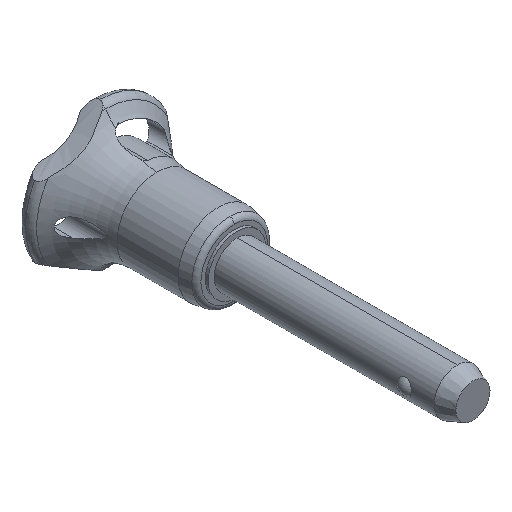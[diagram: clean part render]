
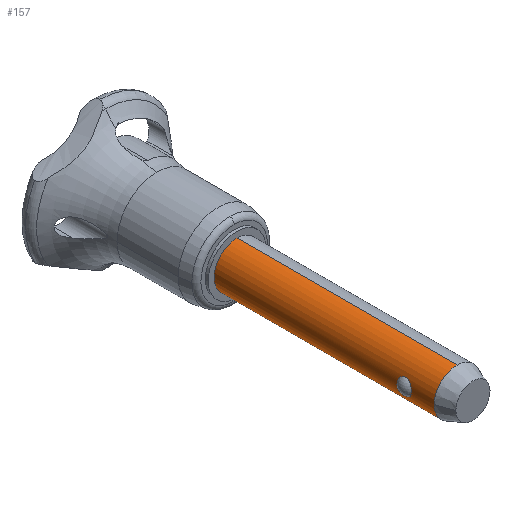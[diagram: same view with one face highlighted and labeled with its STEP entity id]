
A CAD part, isometric view. The second image highlights one B-rep face of the part: STEP entity #157.
In plain terms, the highlighted cylindrical face has radius 3.175 mm (diameter 6.35 mm), a partial arc.
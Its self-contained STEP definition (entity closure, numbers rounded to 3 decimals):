
#157=ADVANCED_FACE('',(#323,#324),#325,.T.);
#323=FACE_OUTER_BOUND('',#495,.T.);
#324=FACE_BOUND('',#496,.T.);
#325=CYLINDRICAL_SURFACE('',#497,3.175);
#495=EDGE_LOOP('',(#944,#945,#946,#947,#948));
#496=EDGE_LOOP('',(#949,#950));
#497=AXIS2_PLACEMENT_3D('',#951,#952,#953);
#944=ORIENTED_EDGE('',*,*,#1240,.F.);
#945=ORIENTED_EDGE('',*,*,#1220,.T.);
#946=ORIENTED_EDGE('',*,*,#1146,.T.);
#947=ORIENTED_EDGE('',*,*,#1241,.F.);
#948=ORIENTED_EDGE('',*,*,#1242,.F.);
#949=ORIENTED_EDGE('',*,*,#1164,.T.);
#950=ORIENTED_EDGE('',*,*,#1165,.T.);
#951=CARTESIAN_POINT('',(0.,-16.383,0.0));
#952=DIRECTION('',(0.,1.0,0.0));
#953=DIRECTION('',(0.0,0.0,-1.0));
#1146=EDGE_CURVE('',#1416,#1422,#1424,.T.);
#1164=EDGE_CURVE('',#1450,#1451,#1452,.T.);
#1165=EDGE_CURVE('',#1451,#1450,#1453,.T.);
#1220=EDGE_CURVE('',#1522,#1416,#1523,.T.);
#1240=EDGE_CURVE('',#1522,#1544,#1545,.T.);
#1241=EDGE_CURVE('',#1546,#1422,#1547,.T.);
#1242=EDGE_CURVE('',#1544,#1546,#1548,.T.);
#1416=VERTEX_POINT('',#2897);
#1422=VERTEX_POINT('',#2905);
#1424=CIRCLE('',#2907,3.175);
#1450=VERTEX_POINT('',#2978);
#1451=VERTEX_POINT('',#2979);
#1452=B_SPLINE_CURVE_WITH_KNOTS('',3,(#2980,#2981,#2982,#2983,#2984,#2985,#2986,#2987,#2988,#2989,#2990,#2991,#2992,#2993,#2994,#2995,#2996,#2997,#2998,#2999,#3000,#3001,#3002,#3003,#3004,#3005),.UNSPECIFIED.,.F.,.F.,(4,2,2,2,2,2,2,2,2,2,2,2,4),(0.0,0.342,0.684,0.852,1.02,1.311,1.601,1.892,2.183,2.351,2.519,2.861,3.203),.UNSPECIFIED.);
#1453=B_SPLINE_CURVE_WITH_KNOTS('',3,(#3006,#3007,#3008,#3009,#3010,#3011,#3012,#3013,#3014,#3015,#3016,#3017,#3018,#3019,#3020,#3021,#3022,#3023,#3024,#3025,#3026,#3027,#3028,#3029,#3030,#3031),.UNSPECIFIED.,.F.,.F.,(4,2,2,2,2,2,2,2,2,2,2,2,4),(3.203,3.545,3.887,4.055,4.223,4.514,4.804,5.095,5.386,5.554,5.722,6.064,6.406),.UNSPECIFIED.);
#1522=VERTEX_POINT('',#3463);
#1523=CIRCLE('',#3464,3.175);
#1544=VERTEX_POINT('',#3714);
#1545=LINE('',#3715,#3716);
#1546=VERTEX_POINT('',#3717);
#1547=LINE('',#3718,#3719);
#1548=CIRCLE('',#3720,3.175);
#2897=CARTESIAN_POINT('',(-3.175,-30.556,0.));
#2905=CARTESIAN_POINT('',(0.,-30.556,3.175));
#2907=AXIS2_PLACEMENT_3D('',#3832,#3833,#3834);
#2978=CARTESIAN_POINT('',(-2.97,-26.396,1.123));
#2979=CARTESIAN_POINT('',(-2.97,-26.396,-1.123));
#2980=CARTESIAN_POINT('',(-2.97,-26.396,1.123));
#2981=CARTESIAN_POINT('',(-2.97,-26.51,1.123));
#2982=CARTESIAN_POINT('',(-2.979,-26.631,1.1));
#2983=CARTESIAN_POINT('',(-3.011,-26.854,1.01));
#2984=CARTESIAN_POINT('',(-3.033,-26.956,0.942));
#2985=CARTESIAN_POINT('',(-3.065,-27.078,0.828));
#2986=CARTESIAN_POINT('',(-3.077,-27.118,0.783));
#2987=CARTESIAN_POINT('',(-3.1,-27.191,0.687));
#2988=CARTESIAN_POINT('',(-3.111,-27.223,0.636));
#2989=CARTESIAN_POINT('',(-3.136,-27.295,0.503));
#2990=CARTESIAN_POINT('',(-3.151,-27.332,0.405));
#2991=CARTESIAN_POINT('',(-3.17,-27.382,0.202));
#2992=CARTESIAN_POINT('',(-3.175,-27.393,0.097));
#2993=CARTESIAN_POINT('',(-3.175,-27.393,-0.097));
#2994=CARTESIAN_POINT('',(-3.17,-27.382,-0.202));
#2995=CARTESIAN_POINT('',(-3.151,-27.332,-0.405));
#2996=CARTESIAN_POINT('',(-3.136,-27.295,-0.503));
#2997=CARTESIAN_POINT('',(-3.111,-27.223,-0.636));
#2998=CARTESIAN_POINT('',(-3.1,-27.191,-0.687));
#2999=CARTESIAN_POINT('',(-3.077,-27.118,-0.783));
#3000=CARTESIAN_POINT('',(-3.065,-27.078,-0.828));
#3001=CARTESIAN_POINT('',(-3.033,-26.956,-0.942));
#3002=CARTESIAN_POINT('',(-3.011,-26.854,-1.01));
#3003=CARTESIAN_POINT('',(-2.979,-26.631,-1.1));
#3004=CARTESIAN_POINT('',(-2.97,-26.51,-1.123));
#3005=CARTESIAN_POINT('',(-2.97,-26.396,-1.123));
#3006=CARTESIAN_POINT('',(-2.97,-26.396,-1.123));
#3007=CARTESIAN_POINT('',(-2.97,-26.282,-1.123));
#3008=CARTESIAN_POINT('',(-2.979,-26.161,-1.1));
#3009=CARTESIAN_POINT('',(-3.011,-25.939,-1.01));
#3010=CARTESIAN_POINT('',(-3.033,-25.837,-0.942));
#3011=CARTESIAN_POINT('',(-3.065,-25.715,-0.828));
#3012=CARTESIAN_POINT('',(-3.077,-25.675,-0.783));
#3013=CARTESIAN_POINT('',(-3.1,-25.602,-0.687));
#3014=CARTESIAN_POINT('',(-3.111,-25.569,-0.636));
#3015=CARTESIAN_POINT('',(-3.136,-25.498,-0.503));
#3016=CARTESIAN_POINT('',(-3.151,-25.461,-0.405));
#3017=CARTESIAN_POINT('',(-3.17,-25.411,-0.202));
#3018=CARTESIAN_POINT('',(-3.175,-25.4,-0.097));
#3019=CARTESIAN_POINT('',(-3.175,-25.4,0.097));
#3020=CARTESIAN_POINT('',(-3.17,-25.411,0.202));
#3021=CARTESIAN_POINT('',(-3.151,-25.461,0.405));
#3022=CARTESIAN_POINT('',(-3.136,-25.498,0.503));
#3023=CARTESIAN_POINT('',(-3.111,-25.569,0.636));
#3024=CARTESIAN_POINT('',(-3.1,-25.602,0.687));
#3025=CARTESIAN_POINT('',(-3.077,-25.675,0.783));
#3026=CARTESIAN_POINT('',(-3.065,-25.715,0.828));
#3027=CARTESIAN_POINT('',(-3.033,-25.837,0.942));
#3028=CARTESIAN_POINT('',(-3.011,-25.939,1.01));
#3029=CARTESIAN_POINT('',(-2.979,-26.161,1.1));
#3030=CARTESIAN_POINT('',(-2.97,-26.282,1.123));
#3031=CARTESIAN_POINT('',(-2.97,-26.396,1.123));
#3463=CARTESIAN_POINT('',(0.,-30.556,-3.175));
#3464=AXIS2_PLACEMENT_3D('',#3919,#3920,#3921);
#3714=CARTESIAN_POINT('',(0.,0.0,-3.175));
#3715=CARTESIAN_POINT('',(0.,-16.383,-3.175));
#3716=VECTOR('',#3936,1.0);
#3717=CARTESIAN_POINT('',(0.,0.,3.175));
#3718=CARTESIAN_POINT('',(0.,-16.383,3.175));
#3719=VECTOR('',#3937,1.0);
#3720=AXIS2_PLACEMENT_3D('',#3938,#3939,#3940);
#3832=CARTESIAN_POINT('',(0.,-30.556,0.0));
#3833=DIRECTION('',(0.,1.0,0.));
#3834=DIRECTION('',(0.,0.,-1.0));
#3919=CARTESIAN_POINT('',(0.,-30.556,0.0));
#3920=DIRECTION('',(0.,1.0,0.));
#3921=DIRECTION('',(0.,0.,-1.0));
#3936=DIRECTION('',(0.,1.0,0.0));
#3937=DIRECTION('',(0.,-1.0,-0.0));
#3938=CARTESIAN_POINT('',(0.,0.0,0.0));
#3939=DIRECTION('',(0.,1.0,0.0));
#3940=DIRECTION('',(0.0,0.0,-1.0));
